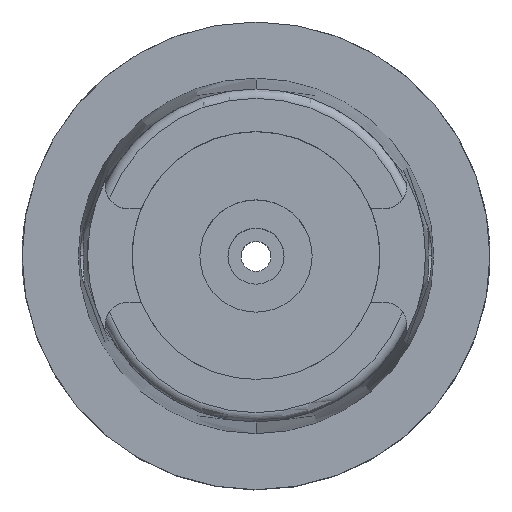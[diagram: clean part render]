
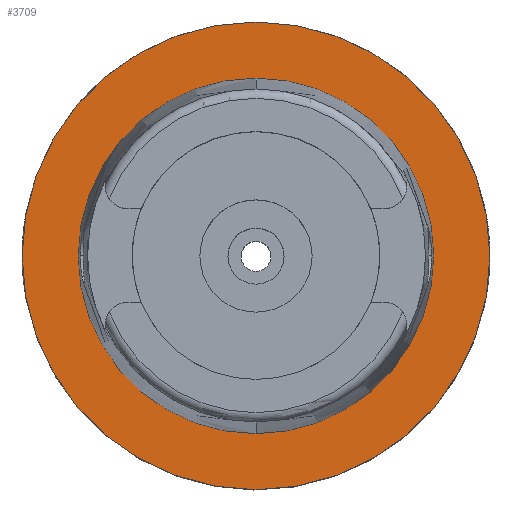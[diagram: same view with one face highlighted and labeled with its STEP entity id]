
A CAD part, top view. The second image highlights one B-rep face of the part: STEP entity #3709.
In plain terms, the highlighted planar face has unit normal (0, 0, 1).
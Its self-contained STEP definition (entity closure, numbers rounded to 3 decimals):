
#5 = EDGE_LOOP ( 'NONE', ( #5400, #1109 ) ) ;
#258 = DIRECTION ( 'NONE',  ( 0., 0., 1. ) ) ;
#292 = VERTEX_POINT ( 'NONE', #916 ) ;
#394 = VERTEX_POINT ( 'NONE', #5408 ) ;
#765 = CIRCLE ( 'NONE', #855, 38. ) ;
#855 = AXIS2_PLACEMENT_3D ( 'NONE', #4587, #1524, #2430 ) ;
#916 = CARTESIAN_POINT ( 'NONE',  ( 0., -50., 0. ) ) ;
#1010 = DIRECTION ( 'NONE',  ( 0., 0., 1. ) ) ;
#1109 = ORIENTED_EDGE ( 'NONE', *, *, #2068, .F. ) ;
#1118 = CARTESIAN_POINT ( 'NONE',  ( 0., 0., 0. ) ) ;
#1524 = DIRECTION ( 'NONE',  ( 0., 0., 1. ) ) ;
#1582 = CARTESIAN_POINT ( 'NONE',  ( 0., 0., 0. ) ) ;
#2068 = EDGE_CURVE ( 'NONE', #292, #4158, #4851, .T. ) ;
#2279 = DIRECTION ( 'NONE',  ( 1., 0., 0. ) ) ;
#2400 = AXIS2_PLACEMENT_3D ( 'NONE', #1118, #2972, #3663 ) ;
#2409 = CARTESIAN_POINT ( 'NONE',  ( 0., -38., 0. ) ) ;
#2430 = DIRECTION ( 'NONE',  ( 0., -1., 0. ) ) ;
#2816 = AXIS2_PLACEMENT_3D ( 'NONE', #4495, #1010, #2279 ) ;
#2972 = DIRECTION ( 'NONE',  ( 0., 0., -1. ) ) ;
#3182 = AXIS2_PLACEMENT_3D ( 'NONE', #1582, #258, #5452 ) ;
#3295 = CARTESIAN_POINT ( 'NONE',  ( 0., 0., 0. ) ) ;
#3315 = EDGE_CURVE ( 'NONE', #394, #4114, #5088, .T. ) ;
#3329 = DIRECTION ( 'NONE',  ( 0., 0., -1. ) ) ;
#3440 = ORIENTED_EDGE ( 'NONE', *, *, #3315, .F. ) ;
#3580 = FACE_OUTER_BOUND ( 'NONE', #5, .T. ) ;
#3604 = FACE_BOUND ( 'NONE', #5059, .T. ) ;
#3643 = AXIS2_PLACEMENT_3D ( 'NONE', #3295, #3329, #5446 ) ;
#3663 = DIRECTION ( 'NONE',  ( 0., -1., 0. ) ) ;
#3709 = ADVANCED_FACE ( 'NONE', ( #3580, #3604 ), #4460, .T. ) ;
#4007 = CIRCLE ( 'NONE', #3643, 50. ) ;
#4114 = VERTEX_POINT ( 'NONE', #2409 ) ;
#4158 = VERTEX_POINT ( 'NONE', #5097 ) ;
#4460 = PLANE ( 'NONE',  #2816 ) ;
#4495 = CARTESIAN_POINT ( 'NONE',  ( 0., 0., 0. ) ) ;
#4587 = CARTESIAN_POINT ( 'NONE',  ( 0., 0., 0. ) ) ;
#4831 = EDGE_CURVE ( 'NONE', #4114, #394, #765, .T. ) ;
#4851 = CIRCLE ( 'NONE', #2400, 50. ) ;
#5059 = EDGE_LOOP ( 'NONE', ( #3440, #5512 ) ) ;
#5088 = CIRCLE ( 'NONE', #3182, 38. ) ;
#5097 = CARTESIAN_POINT ( 'NONE',  ( 0., 50., 0. ) ) ;
#5219 = EDGE_CURVE ( 'NONE', #4158, #292, #4007, .T. ) ;
#5400 = ORIENTED_EDGE ( 'NONE', *, *, #5219, .F. ) ;
#5408 = CARTESIAN_POINT ( 'NONE',  ( 0., 38., 0. ) ) ;
#5446 = DIRECTION ( 'NONE',  ( 0., 1., 0. ) ) ;
#5452 = DIRECTION ( 'NONE',  ( 0., 1., 0. ) ) ;
#5512 = ORIENTED_EDGE ( 'NONE', *, *, #4831, .F. ) ;
